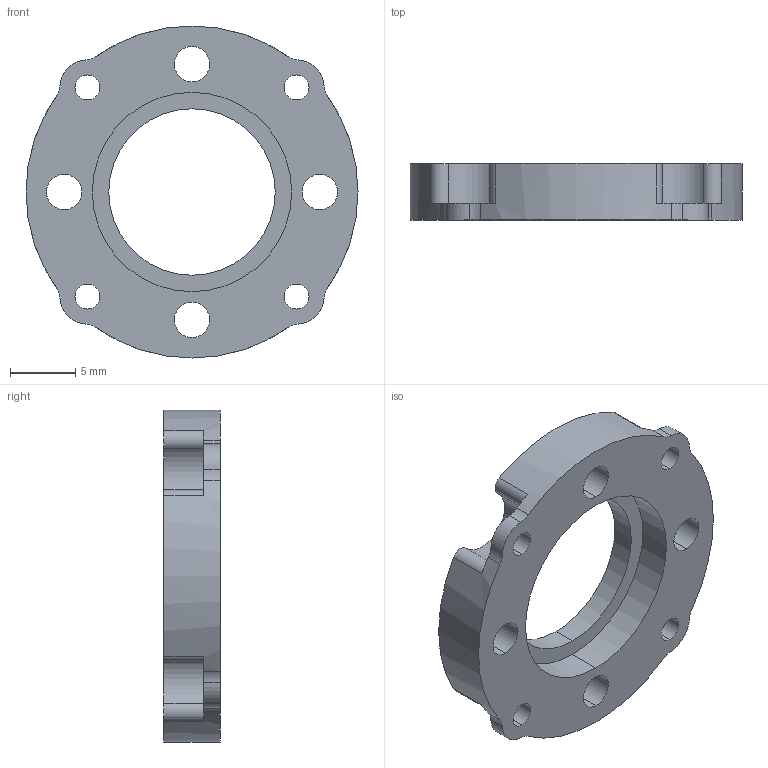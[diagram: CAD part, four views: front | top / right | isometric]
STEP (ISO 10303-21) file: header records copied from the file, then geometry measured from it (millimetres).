
FILE_DESCRIPTION (( 'STEP AP203' ), '1' );
FILE_NAME ('555168.STEP', '2014-07-11T19:37:26', ( 'Kyle' ), ( 'Microsoft' ), 'SwSTEP 2.0', 'SolidWorks 2014', '' );
FILE_SCHEMA (( 'CONFIG_CONTROL_DESIGN' ));
Length unit declared in the file: inch
Products named in the file (1): 555168
Bounding box: 25.39 x 4.32 x 25.39 mm (x, y, z)
Volume: 1196 mm3; surface area: 1466.6 mm2
Topology: 1 solids, 1 shells, 60 faces, 171 edges, 114 vertices
Faces by surface type: cylinder 53, plane 7
Entity records: 2144 total; most frequent: DIRECTION 407, CARTESIAN_POINT 346, ORIENTED_EDGE 342, AXIS2_PLACEMENT_3D 175, EDGE_CURVE 171, CIRCLE 114, VERTEX_POINT 114, EDGE_LOOP 79
